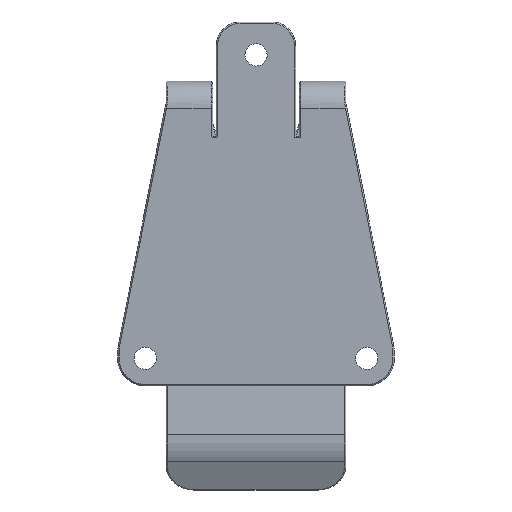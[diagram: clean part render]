
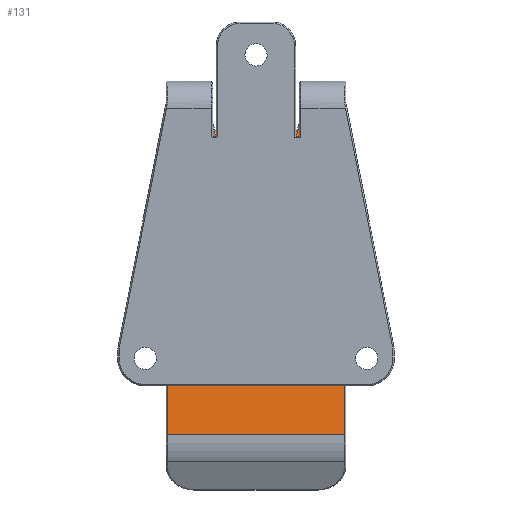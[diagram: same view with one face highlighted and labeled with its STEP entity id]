
A CAD part, front view. The second image highlights one B-rep face of the part: STEP entity #131.
In plain terms, the highlighted planar face has unit normal (0, -0.994, 0.113).
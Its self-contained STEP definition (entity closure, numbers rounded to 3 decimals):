
#131=ADVANCED_FACE('',(#281),#2175,.T.);
#281=FACE_OUTER_BOUND('',#437,.T.);
#437=EDGE_LOOP('',(#1013,#1014,#1015,#1016,#1017,#1018,#1019,#1020,#1021,
#1022));
#1013=ORIENTED_EDGE('',*,*,#1309,.F.);
#1014=ORIENTED_EDGE('',*,*,#1308,.F.);
#1015=ORIENTED_EDGE('',*,*,#1293,.T.);
#1016=ORIENTED_EDGE('',*,*,#1307,.T.);
#1017=ORIENTED_EDGE('',*,*,#1480,.F.);
#1018=ORIENTED_EDGE('',*,*,#1478,.F.);
#1019=ORIENTED_EDGE('',*,*,#1502,.T.);
#1020=ORIENTED_EDGE('',*,*,#1479,.T.);
#1021=ORIENTED_EDGE('',*,*,#1496,.T.);
#1022=ORIENTED_EDGE('',*,*,#1477,.F.);
#1293=EDGE_CURVE('',#1965,#1963,#1612,.T.);
#1307=EDGE_CURVE('',#1963,#1983,#1621,.T.);
#1308=EDGE_CURVE('',#1965,#1984,#1622,.T.);
#1309=EDGE_CURVE('',#1984,#2051,#1623,.T.);
#1477=EDGE_CURVE('',#2051,#2076,#1747,.T.);
#1478=EDGE_CURVE('',#2078,#2080,#1748,.T.);
#1479=EDGE_CURVE('',#2079,#2077,#1749,.T.);
#1480=EDGE_CURVE('',#2080,#1983,#1750,.T.);
#1496=EDGE_CURVE('',#2077,#2076,#1764,.T.);
#1502=EDGE_CURVE('',#2078,#2079,#1770,.T.);
#1612=B_SPLINE_CURVE_WITH_KNOTS('',1,(#3661,#3662),.UNSPECIFIED.,.F.,.F.,
(2,2),(0.2,25.8),.UNSPECIFIED.);
#1621=B_SPLINE_CURVE_WITH_KNOTS('',1,(#3691,#3692),.UNSPECIFIED.,.F.,.F.,
(2,2),(0.,47.153),.UNSPECIFIED.);
#1622=B_SPLINE_CURVE_WITH_KNOTS('',1,(#3693,#3694),.UNSPECIFIED.,.F.,.F.,
(2,2),(0.,47.153),.UNSPECIFIED.);
#1623=B_SPLINE_CURVE_WITH_KNOTS('',1,(#3695,#3696),.UNSPECIFIED.,.F.,.F.,
(2,2),(0.2,6.557),.UNSPECIFIED.);
#1747=B_SPLINE_CURVE_WITH_KNOTS('',1,(#4149,#4150),.UNSPECIFIED.,.F.,.F.,
(2,2),(0.,1.396),.UNSPECIFIED.);
#1748=B_SPLINE_CURVE_WITH_KNOTS('',1,(#4151,#4152),.UNSPECIFIED.,.F.,.F.,
(2,2),(0.023,1.419),.UNSPECIFIED.);
#1749=B_SPLINE_CURVE_WITH_KNOTS('',1,(#4153,#4154),.UNSPECIFIED.,.F.,.F.,
(2,2),(0.,5.587),.UNSPECIFIED.);
#1750=B_SPLINE_CURVE_WITH_KNOTS('',1,(#4155,#4156),.UNSPECIFIED.,.F.,.F.,
(2,2),(19.443,25.8),.UNSPECIFIED.);
#1764=B_SPLINE_CURVE_WITH_KNOTS('',3,(#4192,#4193,#4194,#4195,#4196),
 .UNSPECIFIED.,.F.,.F.,(4,1,4),(0.,2.93,
5.751),.UNSPECIFIED.);
#1770=B_SPLINE_CURVE_WITH_KNOTS('',3,(#4210,#4211,#4212,#4213,#4214),
 .UNSPECIFIED.,.F.,.F.,(4,1,4),(-0.023,2.799,5.729),
 .UNSPECIFIED.);
#1963=VERTEX_POINT('',#3211);
#1965=VERTEX_POINT('',#3213);
#1983=VERTEX_POINT('',#3231);
#1984=VERTEX_POINT('',#3232);
#2051=VERTEX_POINT('',#3299);
#2076=VERTEX_POINT('',#3324);
#2077=VERTEX_POINT('',#3325);
#2078=VERTEX_POINT('',#3326);
#2079=VERTEX_POINT('',#3327);
#2080=VERTEX_POINT('',#3328);
#2175=PLANE('',#2271);
#2271=AXIS2_PLACEMENT_3D('',#2429,#2350,$);
#2350=DIRECTION('',(0.,-0.994,0.112));
#2429=CARTESIAN_POINT('',(-13.,7.715,19.76));
#3211=CARTESIAN_POINT('',(12.8,2.411,-27.094));
#3213=CARTESIAN_POINT('',(-12.8,2.411,-27.094));
#3231=CARTESIAN_POINT('',(12.8,7.715,19.76));
#3232=CARTESIAN_POINT('',(-12.8,7.715,19.76));
#3299=CARTESIAN_POINT('',(-6.443,7.715,19.76));
#3324=CARTESIAN_POINT('',(-6.443,7.558,18.372));
#3325=CARTESIAN_POINT('',(-2.794,7.145,14.723));
#3326=CARTESIAN_POINT('',(6.443,7.558,18.372));
#3327=CARTESIAN_POINT('',(2.794,7.145,14.723));
#3328=CARTESIAN_POINT('',(6.443,7.715,19.76));
#3661=CARTESIAN_POINT('',(-12.8,2.411,-27.094));
#3662=CARTESIAN_POINT('',(12.8,2.411,-27.094));
#3691=CARTESIAN_POINT('',(12.8,2.411,-27.094));
#3692=CARTESIAN_POINT('',(12.8,7.715,19.76));
#3693=CARTESIAN_POINT('',(-12.8,2.411,-27.094));
#3694=CARTESIAN_POINT('',(-12.8,7.715,19.76));
#3695=CARTESIAN_POINT('',(-12.8,7.715,19.76));
#3696=CARTESIAN_POINT('',(-6.443,7.715,19.76));
#4149=CARTESIAN_POINT('',(-6.443,7.715,19.76));
#4150=CARTESIAN_POINT('',(-6.443,7.558,18.372));
#4151=CARTESIAN_POINT('',(6.443,7.558,18.372));
#4152=CARTESIAN_POINT('',(6.443,7.715,19.76));
#4153=CARTESIAN_POINT('',(2.794,7.145,14.723));
#4154=CARTESIAN_POINT('',(-2.794,7.145,14.723));
#4155=CARTESIAN_POINT('',(6.443,7.715,19.76));
#4156=CARTESIAN_POINT('',(12.8,7.715,19.76));
#4192=CARTESIAN_POINT('',(-2.794,7.145,14.723));
#4193=CARTESIAN_POINT('',(-3.772,7.144,14.715));
#4194=CARTESIAN_POINT('',(-5.673,7.237,15.539));
#4195=CARTESIAN_POINT('',(-6.449,7.452,17.437));
#4196=CARTESIAN_POINT('',(-6.443,7.558,18.372));
#4210=CARTESIAN_POINT('',(6.443,7.558,18.372));
#4211=CARTESIAN_POINT('',(6.449,7.452,17.437));
#4212=CARTESIAN_POINT('',(5.673,7.237,15.539));
#4213=CARTESIAN_POINT('',(3.772,7.144,14.715));
#4214=CARTESIAN_POINT('',(2.794,7.145,14.723));
